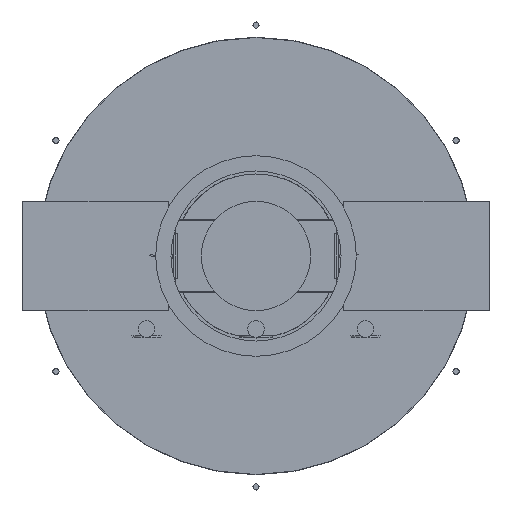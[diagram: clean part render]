
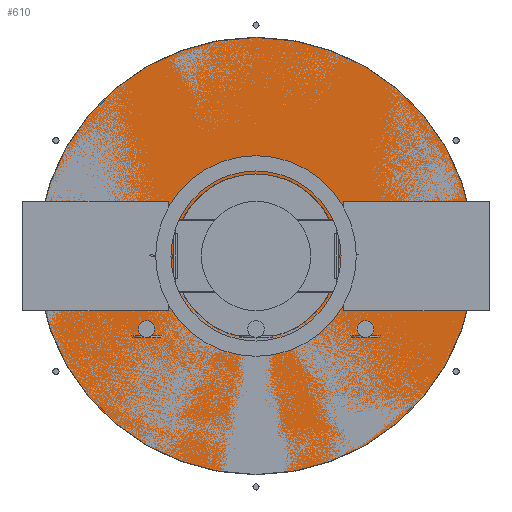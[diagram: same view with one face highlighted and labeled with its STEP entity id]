
A CAD part, left-side view. The second image highlights one B-rep face of the part: STEP entity #610.
In plain terms, the highlighted planar face has unit normal (-1, 0, 0).
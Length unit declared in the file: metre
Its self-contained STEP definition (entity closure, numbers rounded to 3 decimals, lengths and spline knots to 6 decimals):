
#532 = CYLINDRICAL_SURFACE('',#533,3600.);
#533 = AXIS2_PLACEMENT_3D('',#534,#535,#536);
#534 = CARTESIAN_POINT('',(3600.,0.,0.));
#535 = DIRECTION('',(1.,0.,0.));
#536 = DIRECTION('',(0.,0.,-1.));
#557 = VERTEX_POINT('',#558);
#558 = CARTESIAN_POINT('',(3600.,0.,-3600.));
#579 = EDGE_CURVE('',#557,#557,#580,.T.);
#580 = SURFACE_CURVE('',#581,(#586,#593),.PCURVE_S1.);
#581 = CIRCLE('',#582,3600.);
#582 = AXIS2_PLACEMENT_3D('',#583,#584,#585);
#583 = CARTESIAN_POINT('',(3600.,0.,0.));
#584 = DIRECTION('',(1.,-0.,0.));
#585 = DIRECTION('',(0.,0.,-1.));
#586 = PCURVE('',#532,#587);
#587 = DEFINITIONAL_REPRESENTATION('',(#588),#592);
#588 = LINE('',#589,#590);
#589 = CARTESIAN_POINT('',(0.,0.));
#590 = VECTOR('',#591,1.);
#591 = DIRECTION('',(1.,0.));
#592 = ( GEOMETRIC_REPRESENTATION_CONTEXT(2) 
PARAMETRIC_REPRESENTATION_CONTEXT() REPRESENTATION_CONTEXT('2D SPACE',''
  ) );
#593 = PCURVE('',#594,#599);
#594 = PLANE('',#595);
#595 = AXIS2_PLACEMENT_3D('',#596,#597,#598);
#596 = CARTESIAN_POINT('',(3600.,0.,0.));
#597 = DIRECTION('',(1.,0.,0.));
#598 = DIRECTION('',(0.,0.,-1.));
#599 = DEFINITIONAL_REPRESENTATION('',(#600),#604);
#600 = CIRCLE('',#601,3600.);
#601 = AXIS2_PLACEMENT_2D('',#602,#603);
#602 = CARTESIAN_POINT('',(0.,0.));
#603 = DIRECTION('',(1.,0.));
#604 = ( GEOMETRIC_REPRESENTATION_CONTEXT(2) 
PARAMETRIC_REPRESENTATION_CONTEXT() REPRESENTATION_CONTEXT('2D SPACE',''
  ) );
#610 = ADVANCED_FACE('',(#611),#594,.F.);
#611 = FACE_BOUND('',#612,.T.);
#612 = EDGE_LOOP('',(#613));
#613 = ORIENTED_EDGE('',*,*,#579,.F.);
